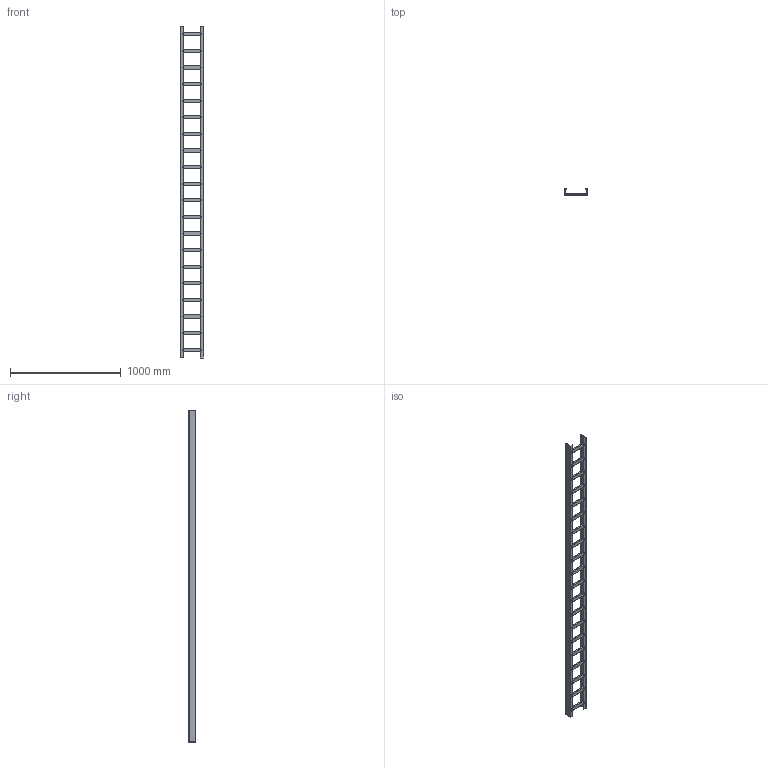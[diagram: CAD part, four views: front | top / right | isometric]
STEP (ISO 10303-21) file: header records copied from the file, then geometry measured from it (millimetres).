
FILE_DESCRIPTION (( 'STEP AP214' ), '1' );
FILE_NAME ('6207518.STEP', '2024-12-10T08:47:37', ( '' ), ( '' ), 'SwSTEP 2.0', 'SolidWorks 2022', '' );
FILE_SCHEMA (( 'AUTOMOTIVE_DESIGN' ));
Length unit declared in the file: millimetre
Products named in the file (6): KTS 14.040-001_Klemmzustand-L= 3,00; 057481_L3000; KTS 05.018-008_L195; 6207518
Assembly tree (62 placements, depth 2):
  6207518
    057481_L3000
    057481_L3000
    KTS 05.018-008_L195
    KTS 14.040-001_Klemmzustand-L= 3,00  x40
    KTS 05.018-008_L195  x19
Bounding box: 200 x 61.6 x 3000 mm (x, y, z)
Volume: 1277644.1 mm3; surface area: 1740634.4 mm2
Topology: 62 solids, 62 shells, 1448 faces, 3276 edges, 1952 vertices
Faces by surface type: plane 636, cylinder 412, torus 320, cone 80
Entity records: 4164 total; most frequent: DIRECTION 716, CARTESIAN_POINT 661, ORIENTED_EDGE 584, EDGE_CURVE 292, AXIS2_PLACEMENT_3D 240, VECTOR 236, LINE 236, VERTEX_POINT 185
